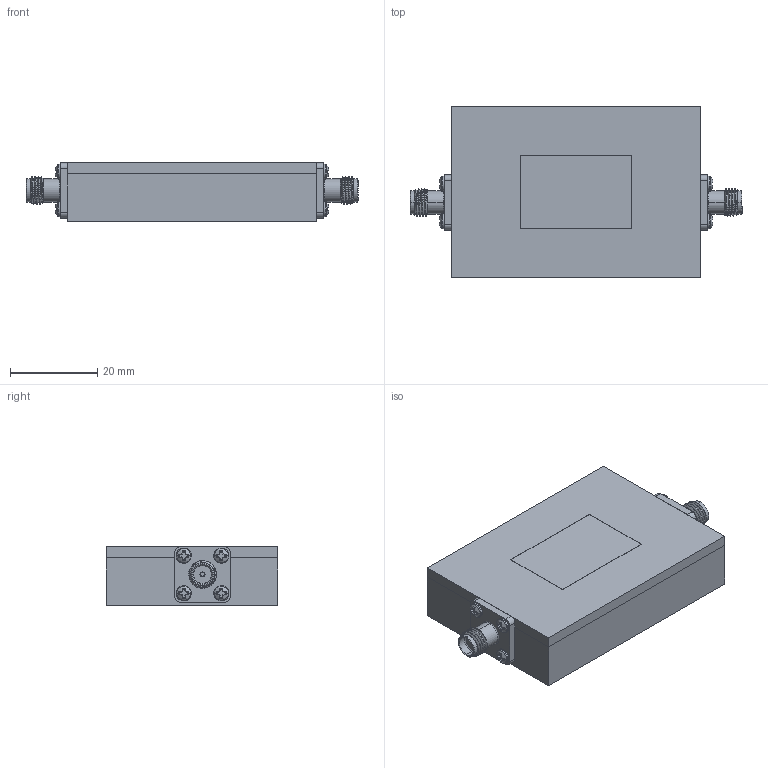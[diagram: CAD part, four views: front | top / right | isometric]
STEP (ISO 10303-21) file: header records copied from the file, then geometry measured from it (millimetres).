
FILE_DESCRIPTION (( 'STEP AP203' ), '1' );
FILE_NAME ('PE8703.step', '2019-04-25T23:05:15', ( '' ), ( '' ), 'SwSTEP 2.0', 'SolidWorks 2018', '' );
FILE_SCHEMA (( 'CONFIG_CONTROL_DESIGN' ));
Length unit declared in the file: inch
Products named in the file (1): PE8703
Bounding box: 76.2 x 39.37 x 13.51 mm (x, y, z)
Volume: 31138 mm3; surface area: 8760.5 mm2
Topology: 3 solids, 3 shells, 507 faces, 1324 edges, 862 vertices
Faces by surface type: plane 197, cylinder 168, cone 76, bspline 62, torus 4
Entity records: 27913 total; most frequent: CARTESIAN_POINT 16444, ORIENTED_EDGE 2632, DIRECTION 2090, EDGE_CURVE 1316, VERTEX_POINT 862, AXIS2_PLACEMENT_3D 806, EDGE_LOOP 554, FACE_OUTER_BOUND 507
